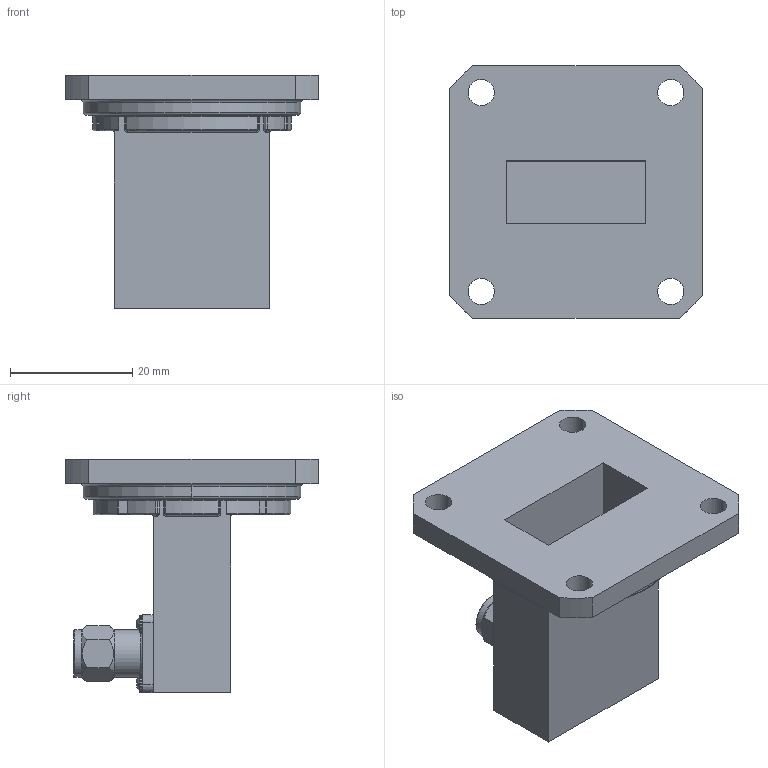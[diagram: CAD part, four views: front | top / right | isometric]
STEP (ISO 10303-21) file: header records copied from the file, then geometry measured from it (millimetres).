
FILE_DESCRIPTION (( 'STEP AP203' ), '1' );
FILE_NAME ('PEWCA1030.step', '2018-09-13T14:33:20', ( '' ), ( '' ), 'SwSTEP 2.0', 'SolidWorks 2017', '' );
FILE_SCHEMA (( 'CONFIG_CONTROL_DESIGN' ));
Length unit declared in the file: inch
Products named in the file (3): PEWCA1030; PEWCA10230; Copy of SMA MALE^PEWCA1030
Assembly tree (2 placements, depth 2):
  PEWCA1030
    PEWCA10230
    Copy of SMA MALE^PEWCA1030
Bounding box: 41.27 x 41.27 x 38.1 mm (x, y, z)
Volume: 12758.8 mm3; surface area: 10184.8 mm2
Topology: 6 solids, 6 shells, 544 faces, 1363 edges, 817 vertices
Faces by surface type: cylinder 254, plane 149, torus 63, bspline 39, sphere 28, cone 11
Entity records: 24691 total; most frequent: CARTESIAN_POINT 12206, ORIENTED_EDGE 2666, DIRECTION 2400, EDGE_CURVE 1333, AXIS2_PLACEMENT_3D 928, VERTEX_POINT 813, EDGE_LOOP 566, FACE_OUTER_BOUND 544
